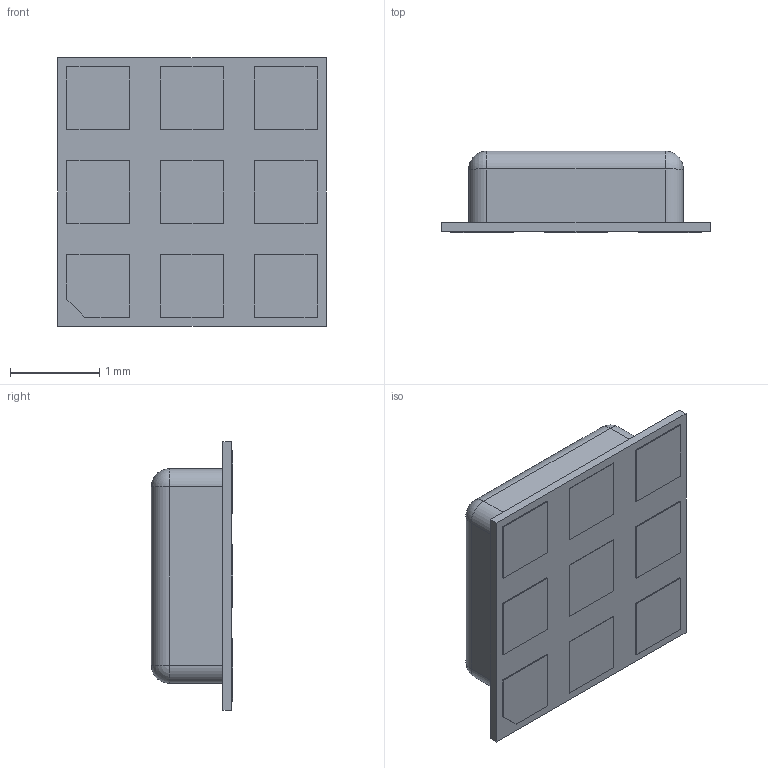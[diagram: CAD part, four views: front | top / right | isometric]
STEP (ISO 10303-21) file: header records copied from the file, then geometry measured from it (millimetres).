
FILE_DESCRIPTION (( 'STEP AP214' ), '1' );
FILE_NAME ('ENS160-BGLM.STEP', '2023-09-17T10:24:19', ( '' ), ( '' ), 'SwSTEP 2.0', 'SolidWorks 2022', '' );
FILE_SCHEMA (( 'AUTOMOTIVE_DESIGN' ));
Length unit declared in the file: millimetre
Products named in the file (1): ENS160-BGLM
Bounding box: 3 x 0.91 x 3 mm (x, y, z)
Volume: 5.4 mm3; surface area: 35.8 mm2
Topology: 10 solids, 10 shells, 127 faces, 280 edges, 180 vertices
Faces by surface type: plane 113, cylinder 10, sphere 4
Entity records: 3575 total; most frequent: CARTESIAN_POINT 584, ORIENTED_EDGE 552, DIRECTION 552, EDGE_CURVE 276, VECTOR 256, LINE 256, VERTEX_POINT 180, AXIS2_PLACEMENT_3D 148
